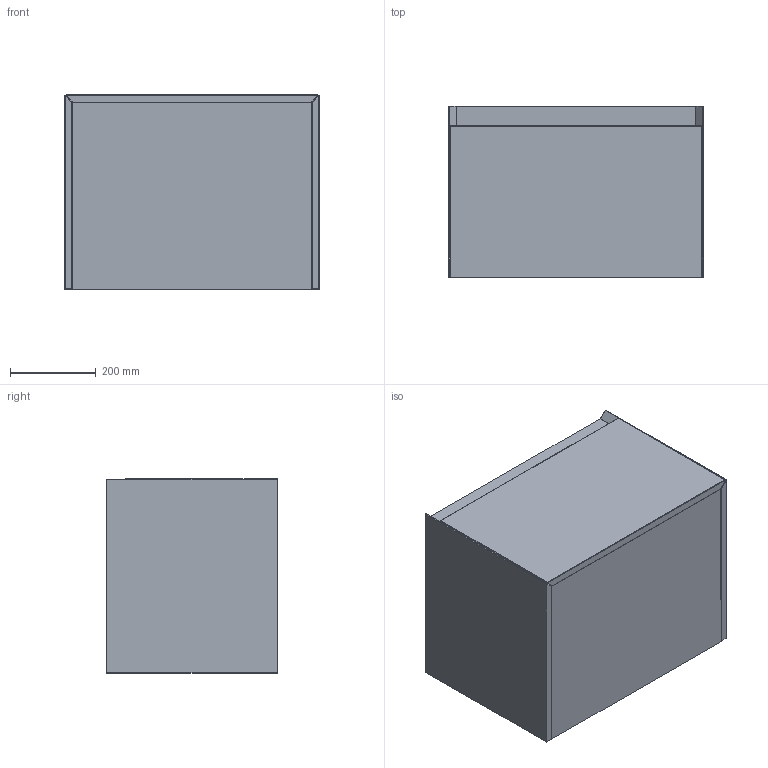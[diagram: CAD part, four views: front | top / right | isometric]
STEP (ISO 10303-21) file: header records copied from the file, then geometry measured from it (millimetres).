
FILE_DESCRIPTION (( 'STEP AP214' ), '1' );
FILE_NAME ('UNI060W1_STEP_V11022.STEP', '2022-10-21T09:34:29', ( '' ), ( '' ), 'SwSTEP 2.0', 'SolidWorks 2019', '' );
FILE_SCHEMA (( 'AUTOMOTIVE_DESIGN' ));
Length unit declared in the file: millimetre
Products named in the file (3): Drawers_v10722_60cm 1 Drawer; UNI060W1_STEP_V11022; Carcass_v10722_600 1D
Assembly tree (2 placements, depth 2):
  UNI060W1_STEP_V11022
    Carcass_v10722_600 1D
    Drawers_v10722_60cm 1 Drawer
Bounding box: 595 x 400 x 455 mm (x, y, z)
Volume: 21937733.6 mm3; surface area: 2716460.3 mm2
Topology: 10 solids, 10 shells, 108 faces, 230 edges, 126 vertices
Faces by surface type: plane 62, cylinder 30, sphere 16
Entity records: 2894 total; most frequent: DIRECTION 490, CARTESIAN_POINT 465, ORIENTED_EDGE 428, EDGE_CURVE 214, AXIS2_PLACEMENT_3D 167, LINE 156, VECTOR 156, VERTEX_POINT 126
